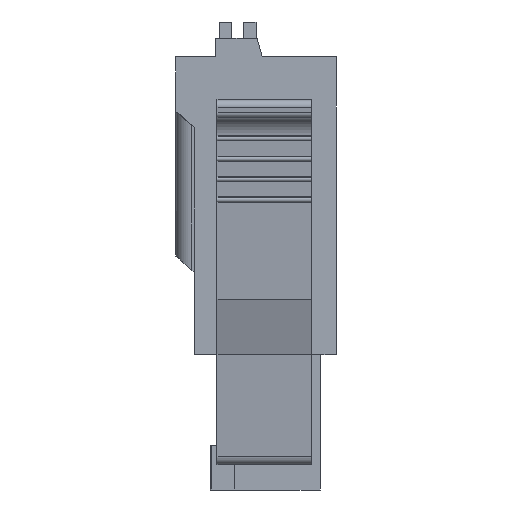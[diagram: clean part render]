
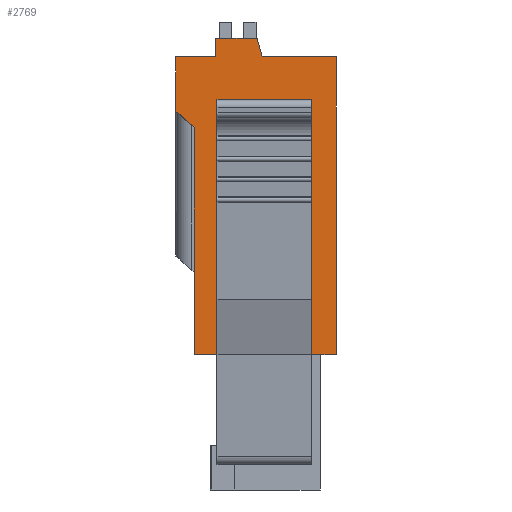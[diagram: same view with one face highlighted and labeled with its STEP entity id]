
A CAD part, left-side view. The second image highlights one B-rep face of the part: STEP entity #2769.
In plain terms, the highlighted planar face has unit normal (-1, 0, 0).
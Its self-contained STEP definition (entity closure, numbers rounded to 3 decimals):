
#2769 = ADVANCED_FACE( '', ( #6115, #6116 ), #6117, .F. );
#6115 = FACE_OUTER_BOUND( '', #10168, .T. );
#6116 = FACE_BOUND( '', #10169, .T. );
#6117 = PLANE( '', #10170 );
#10168 = EDGE_LOOP( '', ( #18171, #18172, #18173, #18174, #18175, #18176, #18177, #18178, #18179, #18180 ) );
#10169 = EDGE_LOOP( '', ( #18181, #18182, #18183, #18184 ) );
#10170 = AXIS2_PLACEMENT_3D( '', #18185, #18186, #18187 );
#18171 = ORIENTED_EDGE( '', *, *, #28755, .F. );
#18172 = ORIENTED_EDGE( '', *, *, #28756, .F. );
#18173 = ORIENTED_EDGE( '', *, *, #28757, .F. );
#18174 = ORIENTED_EDGE( '', *, *, #28758, .F. );
#18175 = ORIENTED_EDGE( '', *, *, #28739, .F. );
#18176 = ORIENTED_EDGE( '', *, *, #27205, .F. );
#18177 = ORIENTED_EDGE( '', *, *, #28759, .F. );
#18178 = ORIENTED_EDGE( '', *, *, #28760, .F. );
#18179 = ORIENTED_EDGE( '', *, *, #28608, .F. );
#18180 = ORIENTED_EDGE( '', *, *, #28722, .F. );
#18181 = ORIENTED_EDGE( '', *, *, #28761, .F. );
#18182 = ORIENTED_EDGE( '', *, *, #27882, .T. );
#18183 = ORIENTED_EDGE( '', *, *, #26801, .T. );
#18184 = ORIENTED_EDGE( '', *, *, #26146, .F. );
#18185 = CARTESIAN_POINT( '', ( -14.35, 0., 0. ) );
#18186 = DIRECTION( '', ( 1., 0., 0. ) );
#18187 = DIRECTION( '', ( 0., 0., -1. ) );
#26146 = EDGE_CURVE( '', #31890, #31888, #31892, .T. );
#26801 = EDGE_CURVE( '', #32962, #31888, #33028, .T. );
#27205 = EDGE_CURVE( '', #33715, #33717, #33718, .T. );
#27882 = EDGE_CURVE( '', #34831, #32962, #34832, .T. );
#28608 = EDGE_CURVE( '', #35912, #35914, #35915, .T. );
#28722 = EDGE_CURVE( '', #36077, #35912, #36079, .T. );
#28739 = EDGE_CURVE( '', #33717, #36101, #36103, .T. );
#28755 = EDGE_CURVE( '', #36121, #36077, #36122, .T. );
#28756 = EDGE_CURVE( '', #36123, #36121, #36124, .T. );
#28757 = EDGE_CURVE( '', #36125, #36123, #36126, .T. );
#28758 = EDGE_CURVE( '', #36101, #36125, #36127, .T. );
#28759 = EDGE_CURVE( '', #36128, #33715, #36129, .T. );
#28760 = EDGE_CURVE( '', #35914, #36128, #36130, .T. );
#28761 = EDGE_CURVE( '', #34831, #31890, #36131, .T. );
#31888 = VERTEX_POINT( '', #40305 );
#31890 = VERTEX_POINT( '', #40307 );
#31892 = LINE( '', #40309, #40310 );
#32962 = VERTEX_POINT( '', #41948 );
#33028 = LINE( '', #42038, #42039 );
#33715 = VERTEX_POINT( '', #43112 );
#33717 = VERTEX_POINT( '', #43115 );
#33718 = LINE( '', #43116, #43117 );
#34831 = VERTEX_POINT( '', #44783 );
#34832 = LINE( '', #44784, #44785 );
#35912 = VERTEX_POINT( '', #46435 );
#35914 = VERTEX_POINT( '', #46438 );
#35915 = LINE( '', #46439, #46440 );
#36077 = VERTEX_POINT( '', #46685 );
#36079 = LINE( '', #46688, #46689 );
#36101 = VERTEX_POINT( '', #46722 );
#36103 = LINE( '', #46725, #46726 );
#36121 = VERTEX_POINT( '', #46751 );
#36122 = LINE( '', #46752, #46753 );
#36123 = VERTEX_POINT( '', #46754 );
#36124 = LINE( '', #46755, #46756 );
#36125 = VERTEX_POINT( '', #46757 );
#36126 = LINE( '', #46758, #46759 );
#36127 = LINE( '', #46760, #46761 );
#36128 = VERTEX_POINT( '', #46762 );
#36129 = LINE( '', #46763, #46764 );
#36130 = LINE( '', #46765, #46766 );
#36131 = LINE( '', #46767, #46768 );
#40305 = CARTESIAN_POINT( '', ( -14.35, 1.9, -2.97 ) );
#40307 = CARTESIAN_POINT( '', ( -14.35, -2.7, -2.97 ) );
#40309 = CARTESIAN_POINT( '', ( -14.35, -2.7, -2.97 ) );
#40310 = VECTOR( '', #50893, 1000. );
#41948 = CARTESIAN_POINT( '', ( -14.35, 1.9, -4.31 ) );
#42038 = CARTESIAN_POINT( '', ( -14.35, 1.9, -4.31 ) );
#42039 = VECTOR( '', #51601, 1000. );
#43112 = CARTESIAN_POINT( '', ( -14.35, 3.9, 7.25 ) );
#43115 = CARTESIAN_POINT( '', ( -14.35, 1.95, 7.25 ) );
#43116 = CARTESIAN_POINT( '', ( -14.35, 3.9, 7.25 ) );
#43117 = VECTOR( '', #51994, 1000. );
#44783 = CARTESIAN_POINT( '', ( -14.35, -2.7, -4.31 ) );
#44784 = CARTESIAN_POINT( '', ( -14.35, -2.7, -4.31 ) );
#44785 = VECTOR( '', #52712, 1000. );
#46435 = CARTESIAN_POINT( '', ( -14.35, 3., -7.25 ) );
#46438 = CARTESIAN_POINT( '', ( -14.35, 3., 3.8 ) );
#46439 = CARTESIAN_POINT( '', ( -14.35, 3., -7.25 ) );
#46440 = VECTOR( '', #53401, 1000. );
#46685 = CARTESIAN_POINT( '', ( -14.35, -3.9, -7.25 ) );
#46688 = CARTESIAN_POINT( '', ( -14.35, -3.9, -7.25 ) );
#46689 = VECTOR( '', #53504, 1000. );
#46722 = CARTESIAN_POINT( '', ( -14.35, 1.95, 8.15 ) );
#46725 = CARTESIAN_POINT( '', ( -14.35, 1.95, 7.25 ) );
#46726 = VECTOR( '', #53517, 1000. );
#46751 = CARTESIAN_POINT( '', ( -14.35, -3.9, 7.25 ) );
#46752 = CARTESIAN_POINT( '', ( -14.35, -3.9, 7.25 ) );
#46753 = VECTOR( '', #53528, 1000. );
#46754 = CARTESIAN_POINT( '', ( -14.35, -0.3, 7.25 ) );
#46755 = CARTESIAN_POINT( '', ( -14.35, -0.3, 7.25 ) );
#46756 = VECTOR( '', #53529, 1000. );
#46757 = CARTESIAN_POINT( '', ( -14.35, -0.05, 8.15 ) );
#46758 = CARTESIAN_POINT( '', ( -14.35, -0.05, 8.15 ) );
#46759 = VECTOR( '', #53530, 1000. );
#46760 = CARTESIAN_POINT( '', ( -14.35, 1.95, 8.15 ) );
#46761 = VECTOR( '', #53531, 1000. );
#46762 = CARTESIAN_POINT( '', ( -14.35, 3.9, 4.6 ) );
#46763 = CARTESIAN_POINT( '', ( -14.35, 3.9, 4.6 ) );
#46764 = VECTOR( '', #53532, 1000. );
#46765 = CARTESIAN_POINT( '', ( -14.35, 3., 3.8 ) );
#46766 = VECTOR( '', #53533, 1000. );
#46767 = CARTESIAN_POINT( '', ( -14.35, -2.7, -4.31 ) );
#46768 = VECTOR( '', #53534, 1000. );
#50893 = DIRECTION( '', ( 0., 1., 0. ) );
#51601 = DIRECTION( '', ( 0., 0., 1. ) );
#51994 = DIRECTION( '', ( 0., -1., 0. ) );
#52712 = DIRECTION( '', ( 0., 1., 0. ) );
#53401 = DIRECTION( '', ( 0., 0., 1. ) );
#53504 = DIRECTION( '', ( 0., 1., 0. ) );
#53517 = DIRECTION( '', ( 0., 0., 1. ) );
#53528 = DIRECTION( '', ( 0., 0., -1. ) );
#53529 = DIRECTION( '', ( 0., -1., 0. ) );
#53530 = DIRECTION( '', ( 0., -0.268, -0.964 ) );
#53531 = DIRECTION( '', ( 0., -1., 0. ) );
#53532 = DIRECTION( '', ( 0., 0., 1. ) );
#53533 = DIRECTION( '', ( 0., 0.747, 0.664 ) );
#53534 = DIRECTION( '', ( 0., 0., 1. ) );
